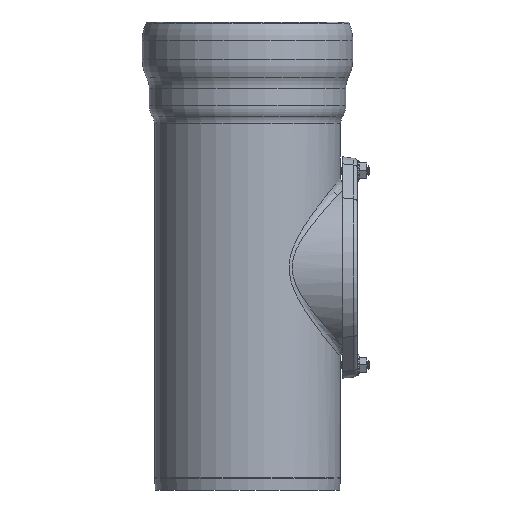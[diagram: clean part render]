
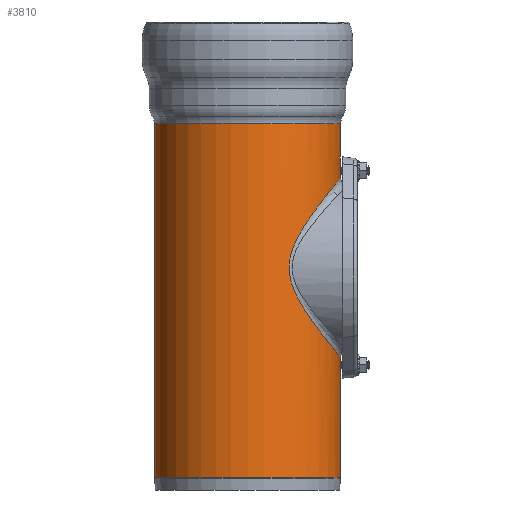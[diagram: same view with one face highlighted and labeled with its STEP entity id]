
A CAD part, left-side view. The second image highlights one B-rep face of the part: STEP entity #3810.
In plain terms, the highlighted cylindrical face has radius 795 mm (diameter 1590 mm), a full revolution.
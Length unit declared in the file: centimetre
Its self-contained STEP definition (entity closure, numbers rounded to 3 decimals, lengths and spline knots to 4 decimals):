
#230=FACE_BOUND('',#922,.T.);
#248=LINE('',#7202,#433);
#433=VECTOR('',#4618,79.5);
#618=CYLINDRICAL_SURFACE('',#4081,79.5);
#662=FACE_OUTER_BOUND('',#921,.T.);
#921=EDGE_LOOP('',(#2586,#2587,#2588,#2589,#2590,#2591));
#922=EDGE_LOOP('',(#2592));
#1194=B_SPLINE_CURVE_WITH_KNOTS('',3,(#6940,#6941,#6942,#6943,#6944,#6945,
#6946,#6947,#6948,#6949,#6950,#6951,#6952,#6953,#6954,#6955,#6956,#6957,
#6958,#6959,#6960,#6961,#6962,#6963,#6964,#6965,#6966,#6967,#6968,#6969,
#6970,#6971,#6972,#6973,#6974,#6975,#6976,#6977,#6978,#6979,#6980,#6981,
#6982,#6983,#6984,#6985,#6986,#6987,#6988,#6989,#6990,#6991,#6992,#6993,
#6994,#6995,#6996,#6997,#6998,#6999,#7000,#7001,#7002,#7003,#7004),
 .UNSPECIFIED.,.T.,.F.,(4,1,1,1,1,1,1,1,1,1,1,1,1,1,1,1,1,1,1,1,1,1,1,1,
1,1,1,1,1,1,1,1,1,1,1,1,1,1,1,1,1,1,1,1,1,1,1,1,1,1,1,1,1,1,1,1,1,1,1,1,
1,1,4),(0.,4.2025,8.405,12.6075,16.8101,
25.2151,33.6201,42.0251,50.4302,58.8352,
67.2402,82.1825,85.918,89.6536,100.8603,
112.067,117.6704,123.2737,134.4804,145.6871,
156.8938,164.3649,179.3072,190.5139,201.7206,
207.324,212.9273,218.5307,224.134,231.6051,
235.3407,239.0763,242.8119,246.5474,252.1508,
257.7541,263.3575,268.9608,280.1675,291.3742,
298.8454,313.7876,324.9943,330.5977,336.201,
344.606,353.0111,361.4161,369.8211,378.2262,
386.6312,395.0362,403.4412,411.8463,420.2513,
428.6563,437.0613,445.4664,453.8714,458.0739,
462.2764,466.4789,470.6814),.UNSPECIFIED.);
#1321=CIRCLE('',#4082,79.5);
#1322=CIRCLE('',#4083,79.5);
#1323=CIRCLE('',#4084,79.5);
#1324=CIRCLE('',#4085,79.5);
#1606=VERTEX_POINT('',#6938);
#1608=VERTEX_POINT('',#7198);
#1609=VERTEX_POINT('',#7199);
#1610=VERTEX_POINT('',#7201);
#1611=VERTEX_POINT('',#7203);
#1972=EDGE_CURVE('',#1606,#1606,#1194,.T.);
#1975=EDGE_CURVE('',#1608,#1609,#1321,.T.);
#1976=EDGE_CURVE('',#1609,#1610,#248,.T.);
#1977=EDGE_CURVE('',#1610,#1611,#1322,.T.);
#1978=EDGE_CURVE('',#1611,#1610,#1323,.T.);
#1979=EDGE_CURVE('',#1609,#1608,#1324,.T.);
#2586=ORIENTED_EDGE('',*,*,#1975,.T.);
#2587=ORIENTED_EDGE('',*,*,#1976,.T.);
#2588=ORIENTED_EDGE('',*,*,#1977,.T.);
#2589=ORIENTED_EDGE('',*,*,#1978,.T.);
#2590=ORIENTED_EDGE('',*,*,#1976,.F.);
#2591=ORIENTED_EDGE('',*,*,#1979,.T.);
#2592=ORIENTED_EDGE('',*,*,#1972,.F.);
#3810=ADVANCED_FACE('',(#662,#230),#618,.T.);
#4081=AXIS2_PLACEMENT_3D('',#7197,#4614,#4615);
#4082=AXIS2_PLACEMENT_3D('',#7200,#4616,#4617);
#4083=AXIS2_PLACEMENT_3D('',#7204,#4619,#4620);
#4084=AXIS2_PLACEMENT_3D('',#7205,#4621,#4622);
#4085=AXIS2_PLACEMENT_3D('',#7206,#4623,#4624);
#4614=DIRECTION('center_axis',(0.,0.,
1.));
#4615=DIRECTION('ref_axis',(0.,-1.,0.));
#4616=DIRECTION('center_axis',(0.,0.,
-1.));
#4617=DIRECTION('ref_axis',(0.,1.,0.));
#4618=DIRECTION('',(0.,0.,-1.));
#4619=DIRECTION('center_axis',(0.,0.,
1.));
#4620=DIRECTION('ref_axis',(0.,1.,0.));
#4621=DIRECTION('center_axis',(0.,0.,
1.));
#4622=DIRECTION('ref_axis',(0.,1.,0.));
#4623=DIRECTION('center_axis',(0.,0.,
-1.));
#4624=DIRECTION('ref_axis',(0.,1.,0.));
#6938=CARTESIAN_POINT('',(-71.1316,-35.5042,190.));
#6940=CARTESIAN_POINT('Ctrl Pts',(-71.1316,-35.5042,190.));
#6941=CARTESIAN_POINT('Ctrl Pts',(-71.1316,-35.5042,188.4411));
#6942=CARTESIAN_POINT('Ctrl Pts',(-71.0426,-35.6833,185.3238));
#6943=CARTESIAN_POINT('Ctrl Pts',(-70.6499,-36.459,180.7307));
#6944=CARTESIAN_POINT('Ctrl Pts',(-70.019,-37.6616,176.2804));
#6945=CARTESIAN_POINT('Ctrl Pts',(-68.8903,-39.7134,170.569));
#6946=CARTESIAN_POINT('Ctrl Pts',(-66.9931,-42.897,163.8506));
#6947=CARTESIAN_POINT('Ctrl Pts',(-64.0354,-47.2225,156.3711));
#6948=CARTESIAN_POINT('Ctrl Pts',(-60.4322,-51.772,149.3897));
#6949=CARTESIAN_POINT('Ctrl Pts',(-56.1942,-56.3587,142.8727));
#6950=CARTESIAN_POINT('Ctrl Pts',(-51.3112,-60.8513,136.8143));
#6951=CARTESIAN_POINT('Ctrl Pts',(-44.3349,-66.2446,129.8059));
#6952=CARTESIAN_POINT('Ctrl Pts',(-37.3882,-70.3615,124.6549));
#6953=CARTESIAN_POINT('Ctrl Pts',(-31.0054,-73.233,121.1133));
#6954=CARTESIAN_POINT('Ctrl Pts',(-25.487,-75.4269,118.4238));
#6955=CARTESIAN_POINT('Ctrl Pts',(-17.2174,-77.8886,115.4382));
#6956=CARTESIAN_POINT('Ctrl Pts',(-7.7294,-79.2893,113.7534));
#6957=CARTESIAN_POINT('Ctrl Pts',(0.0021,-79.5702,
113.4155));
#6958=CARTESIAN_POINT('Ctrl Pts',(7.735,-79.2887,113.7542));
#6959=CARTESIAN_POINT('Ctrl Pts',(17.223,-77.8873,115.4396));
#6960=CARTESIAN_POINT('Ctrl Pts',(27.853,-74.7224,119.2786));
#6961=CARTESIAN_POINT('Ctrl Pts',(36.3734,-70.8623,124.0283));
#6962=CARTESIAN_POINT('Ctrl Pts',(44.9891,-65.8008,130.3847));
#6963=CARTESIAN_POINT('Ctrl Pts',(52.4254,-60.0668,137.7937));
#6964=CARTESIAN_POINT('Ctrl Pts',(59.1745,-53.3036,147.1117));
#6965=CARTESIAN_POINT('Ctrl Pts',(63.2944,-48.2131,154.7738));
#6966=CARTESIAN_POINT('Ctrl Pts',(66.0195,-44.3343,161.3495));
#6967=CARTESIAN_POINT('Ctrl Pts',(67.7663,-41.6062,166.5263));
#6968=CARTESIAN_POINT('Ctrl Pts',(69.1984,-39.1669,171.9781));
#6969=CARTESIAN_POINT('Ctrl Pts',(70.404,-36.949,178.3634));
#6970=CARTESIAN_POINT('Ctrl Pts',(71.0264,-35.7147,184.454));
#6971=CARTESIAN_POINT('Ctrl Pts',(71.1667,-35.4338,190.0018));
#6972=CARTESIAN_POINT('Ctrl Pts',(71.0612,-35.6455,194.1593));
#6973=CARTESIAN_POINT('Ctrl Pts',(70.7499,-36.2625,198.2566));
#6974=CARTESIAN_POINT('Ctrl Pts',(70.1624,-37.3938,202.9145));
#6975=CARTESIAN_POINT('Ctrl Pts',(69.1977,-39.168,208.0263));
#6976=CARTESIAN_POINT('Ctrl Pts',(67.7653,-41.608,213.4768));
#6977=CARTESIAN_POINT('Ctrl Pts',(66.0182,-44.3362,218.654));
#6978=CARTESIAN_POINT('Ctrl Pts',(63.2941,-48.2132,225.2264));
#6979=CARTESIAN_POINT('Ctrl Pts',(59.174,-53.305,232.8893));
#6980=CARTESIAN_POINT('Ctrl Pts',(53.7683,-58.72,240.3522));
#6981=CARTESIAN_POINT('Ctrl Pts',(46.7248,-64.5518,248.0315));
#6982=CARTESIAN_POINT('Ctrl Pts',(38.5003,-69.8995,254.7851));
#6983=CARTESIAN_POINT('Ctrl Pts',(29.4431,-74.0015,259.8349));
#6984=CARTESIAN_POINT('Ctrl Pts',(22.5319,-76.3068,262.6432));
#6985=CARTESIAN_POINT('Ctrl Pts',(16.22,-77.9356,264.6165));
#6986=CARTESIAN_POINT('Ctrl Pts',(8.6931,-79.1815,266.1174));
#6987=CARTESIAN_POINT('Ctrl Pts',(-0.0055,-79.6597,
266.6918));
#6988=CARTESIAN_POINT('Ctrl Pts',(-8.7017,-79.1805,266.1162));
#6989=CARTESIAN_POINT('Ctrl Pts',(-17.1693,-77.7781,264.4267));
#6990=CARTESIAN_POINT('Ctrl Pts',(-25.2145,-75.5441,261.7186));
#6991=CARTESIAN_POINT('Ctrl Pts',(-32.7057,-72.6036,258.1192));
#6992=CARTESIAN_POINT('Ctrl Pts',(-39.5706,-69.0893,253.7569));
#6993=CARTESIAN_POINT('Ctrl Pts',(-45.7754,-65.1309,248.7473));
#6994=CARTESIAN_POINT('Ctrl Pts',(-51.314,-60.8491,243.1825));
#6995=CARTESIAN_POINT('Ctrl Pts',(-56.1975,-56.3555,237.1231));
#6996=CARTESIAN_POINT('Ctrl Pts',(-60.4383,-51.7648,230.5998));
#6997=CARTESIAN_POINT('Ctrl Pts',(-64.0372,-47.2196,223.624));
#6998=CARTESIAN_POINT('Ctrl Pts',(-66.9923,-42.8983,216.1517));
#6999=CARTESIAN_POINT('Ctrl Pts',(-68.8905,-39.7131,209.4304));
#7000=CARTESIAN_POINT('Ctrl Pts',(-70.0192,-37.6613,203.7183));
#7001=CARTESIAN_POINT('Ctrl Pts',(-70.65,-36.4589,199.2686));
#7002=CARTESIAN_POINT('Ctrl Pts',(-71.0425,-35.6834,194.6767));
#7003=CARTESIAN_POINT('Ctrl Pts',(-71.1316,-35.5042,191.5589));
#7004=CARTESIAN_POINT('Ctrl Pts',(-71.1316,-35.5042,190.));
#7197=CARTESIAN_POINT('Origin',(0.,0.,15.262));
#7198=CARTESIAN_POINT('',(79.5,0.,313.2211));
#7199=CARTESIAN_POINT('',(0.,79.5,313.2211));
#7200=CARTESIAN_POINT('Origin',(0.,0.,313.2211));
#7201=CARTESIAN_POINT('',(0.,79.5,10.5239));
#7202=CARTESIAN_POINT('',(0.,79.5,15.262));
#7203=CARTESIAN_POINT('',(-79.5,0.,10.5239));
#7204=CARTESIAN_POINT('Origin',(0.,0.,10.5239));
#7205=CARTESIAN_POINT('Origin',(0.,0.,10.5239));
#7206=CARTESIAN_POINT('Origin',(0.,0.,313.2211));
